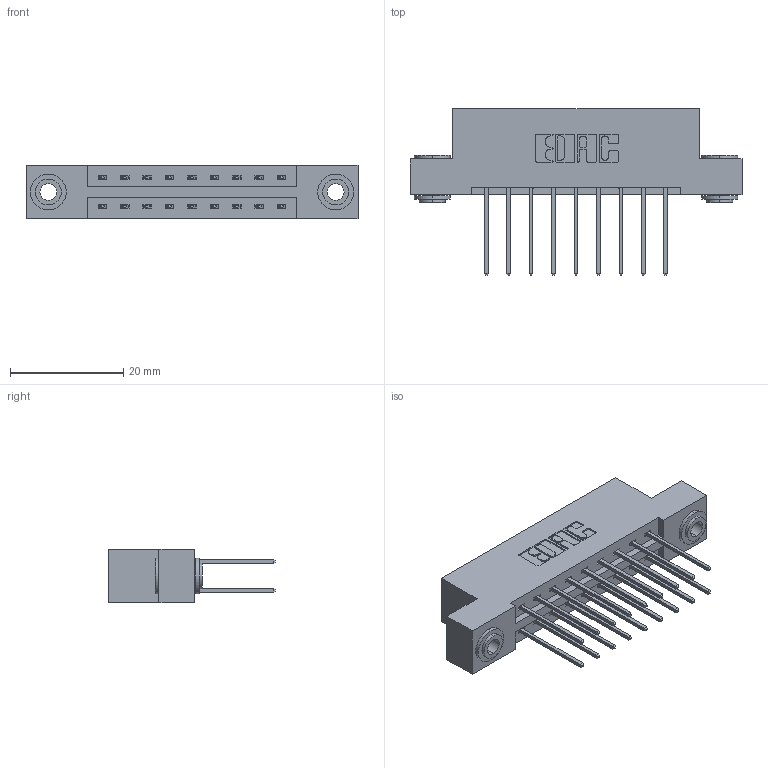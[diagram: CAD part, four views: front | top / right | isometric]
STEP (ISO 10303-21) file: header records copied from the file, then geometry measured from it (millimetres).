
FILE_DESCRIPTION (( 'STEP AP203' ), '1' );
FILE_NAME ('337-018-540-203.STEP', '2018-08-05T00:36:44', ( '' ), ( '' ), 'SwSTEP 2.0', 'SolidWorks 2016', '' );
FILE_SCHEMA (( 'CONFIG_CONTROL_DESIGN' ));
Length unit declared in the file: inch
Products named in the file (4): 337 Part_Flush Mounting Lugs - 0.156 Dia-TH; 345-292-001_345-293-140; 345-250-002_345-250-002-102; 337-018-540-203
Assembly tree (21 placements, depth 2):
  337-018-540-203
    337 Part_Flush Mounting Lugs - 0.156 Dia-TH
    345-292-001_345-293-140  x18
    345-250-002_345-250-002-102  x2
Bounding box: 58.67 x 29.47 x 9.4 mm (x, y, z)
Volume: 5831.9 mm3; surface area: 6834.1 mm2
Topology: 21 solids, 21 shells, 1124 faces, 3285 edges, 2162 vertices
Faces by surface type: plane 764, cylinder 352, cone 8
Entity records: 11914 total; most frequent: CARTESIAN_POINT 2009, ORIENTED_EDGE 1938, DIRECTION 1803, EDGE_CURVE 969, LINE 817, VECTOR 817, VERTEX_POINT 642, AXIS2_PLACEMENT_3D 493
